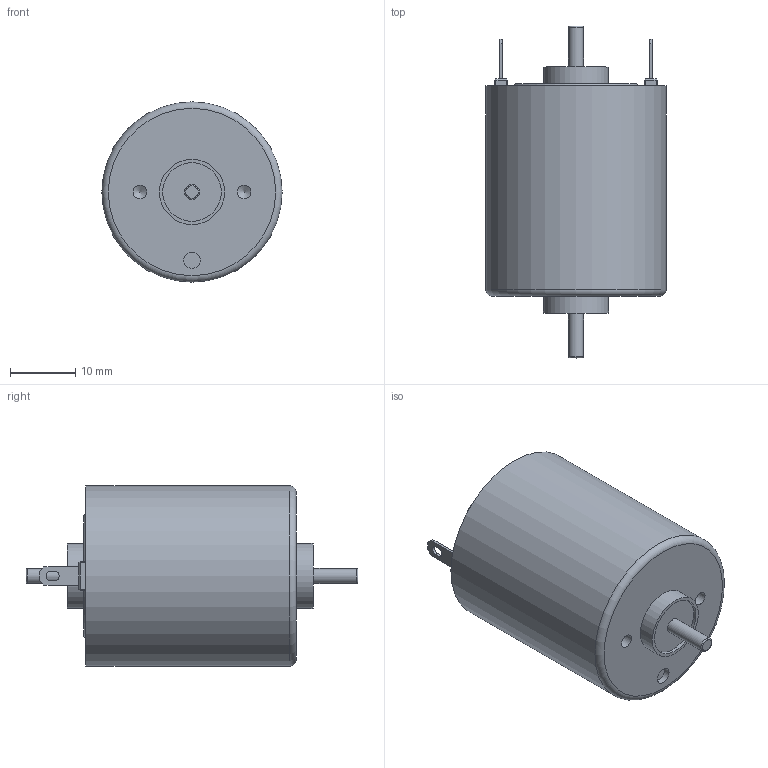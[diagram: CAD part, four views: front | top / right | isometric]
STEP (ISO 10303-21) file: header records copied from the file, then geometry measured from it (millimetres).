
FILE_DESCRIPTION((''),'2;1');
FILE_NAME('TP-2732D.STP','2013-06-14T13:22:13',('SSEGAWA'),(''),'Autodesk Inventor 2010','Autodesk Inventor 2010','');
FILE_SCHEMA(('CONFIG_CONTROL_DESIGN'));
Length unit declared in the file: millimetre
Products named in the file (1): tp_2732d,e,f
Bounding box: 27.7 x 51 x 27.7 mm (x, y, z)
Volume: 19789.8 mm3; surface area: 4584.7 mm2
Topology: 1 solids, 1 shells, 119 faces, 260 edges, 164 vertices
Faces by surface type: plane 76, cylinder 26, bspline 13, torus 4
Full cylindrical faces by diameter (mm): 2 x2, 2.305 x2, 2.5 x5, 9 x2, 10 x2, 19 x1, 26.7 x1, 27.7 x1
Entity records: 3168 total; most frequent: CARTESIAN_POINT 633, DIRECTION 516, ORIENTED_EDGE 462, EDGE_CURVE 231, AXIS2_PLACEMENT_3D 178, EDGE_LOOP 168, VECTOR 160, LINE 160
